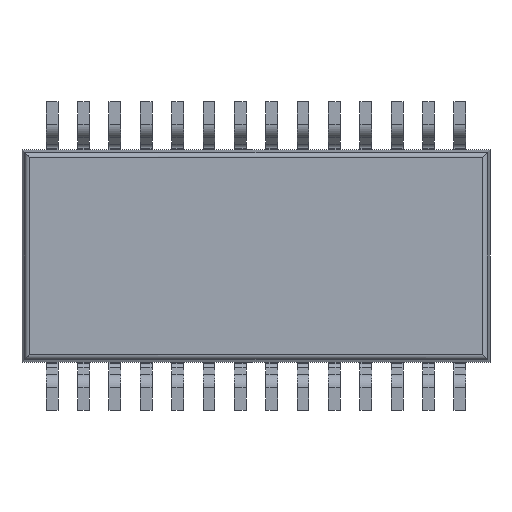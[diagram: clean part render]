
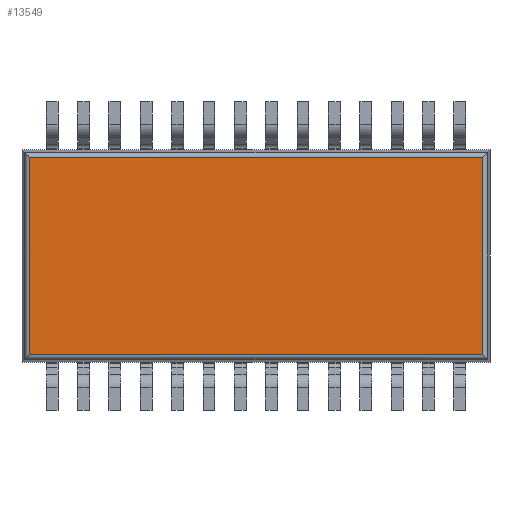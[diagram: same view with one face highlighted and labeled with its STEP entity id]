
A CAD part, front view. The second image highlights one B-rep face of the part: STEP entity #13549.
In plain terms, the highlighted planar face has unit normal (0, -1, 0).
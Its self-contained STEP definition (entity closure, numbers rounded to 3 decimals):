
#13510 = CARTESIAN_POINT ( 'NONE',  ( 4.696, 0.05, -2.046 ) ) ;
#13511 = VERTEX_POINT ( 'NONE', #13510 ) ;
#13512 = CARTESIAN_POINT ( 'NONE',  ( 4.696, 0.05, 2.046 ) ) ;
#13513 = VERTEX_POINT ( 'NONE', #13512 ) ;
#13514 = CARTESIAN_POINT ( 'NONE',  ( 4.696, 0.05, 0. ) ) ;
#13515 = DIRECTION ( 'NONE',  ( 0., 0., 1. ) ) ;
#13516 = VECTOR ( 'NONE', #13515, 1000. ) ;
#13517 = LINE ( 'NONE', #13514, #13516 ) ;
#13518 = EDGE_CURVE ( 'NONE', #13511, #13513, #13517, .T. ) ;
#13519 = ORIENTED_EDGE ( 'NONE', *, *, #13518, .T. ) ;
#13520 = CARTESIAN_POINT ( 'NONE',  ( -4.696, 0.05, 2.046 ) ) ;
#13521 = VERTEX_POINT ( 'NONE', #13520 ) ;
#13522 = CARTESIAN_POINT ( 'NONE',  ( 0., 0.05, 2.046 ) ) ;
#13523 = DIRECTION ( 'NONE',  ( -1., 0., 0. ) ) ;
#13524 = VECTOR ( 'NONE', #13523, 1000. ) ;
#13525 = LINE ( 'NONE', #13522, #13524 ) ;
#13526 = EDGE_CURVE ( 'NONE', #13513, #13521, #13525, .T. ) ;
#13527 = ORIENTED_EDGE ( 'NONE', *, *, #13526, .T. ) ;
#13528 = CARTESIAN_POINT ( 'NONE',  ( -4.696, 0.05, -2.046 ) ) ;
#13529 = VERTEX_POINT ( 'NONE', #13528 ) ;
#13530 = CARTESIAN_POINT ( 'NONE',  ( -4.696, 0.05, 0. ) ) ;
#13531 = DIRECTION ( 'NONE',  ( 0., 0., -1. ) ) ;
#13532 = VECTOR ( 'NONE', #13531, 1000. ) ;
#13533 = LINE ( 'NONE', #13530, #13532 ) ;
#13534 = EDGE_CURVE ( 'NONE', #13521, #13529, #13533, .T. ) ;
#13535 = ORIENTED_EDGE ( 'NONE', *, *, #13534, .T. ) ;
#13536 = CARTESIAN_POINT ( 'NONE',  ( 0., 0.05, -2.046 ) ) ;
#13537 = DIRECTION ( 'NONE',  ( 1., 0., 0. ) ) ;
#13538 = VECTOR ( 'NONE', #13537, 1000. ) ;
#13539 = LINE ( 'NONE', #13536, #13538 ) ;
#13540 = EDGE_CURVE ( 'NONE', #13529, #13511, #13539, .T. ) ;
#13541 = ORIENTED_EDGE ( 'NONE', *, *, #13540, .T. ) ;
#13542 = EDGE_LOOP ( 'NONE', ( #13519, #13527, #13535, #13541 ) ) ;
#13543 = FACE_OUTER_BOUND ( 'NONE', #13542, .T. ) ;
#13544 = CARTESIAN_POINT ( 'NONE',  ( 0., 0.05, 0. ) ) ;
#13545 = DIRECTION ( 'NONE',  ( 0., -1., 0. ) ) ;
#13546 = DIRECTION ( 'NONE',  ( 0., 0., -1. ) ) ;
#13547 = AXIS2_PLACEMENT_3D ( 'NONE', #13544, #13545, #13546 ) ;
#13548 = PLANE ( 'NONE', #13547 ) ;
#13549 = ADVANCED_FACE ( 'NONE', ( #13543 ), #13548, .T. ) ;
